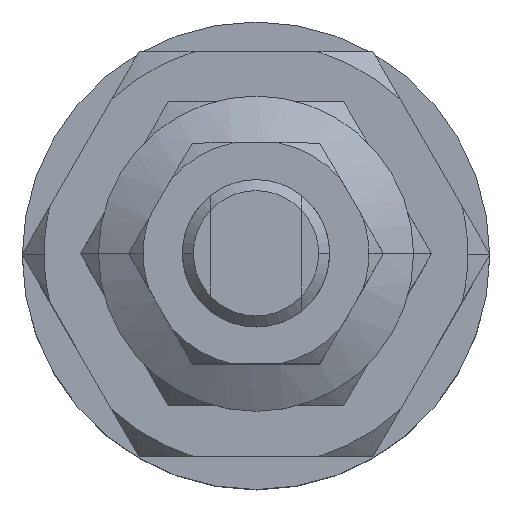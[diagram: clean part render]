
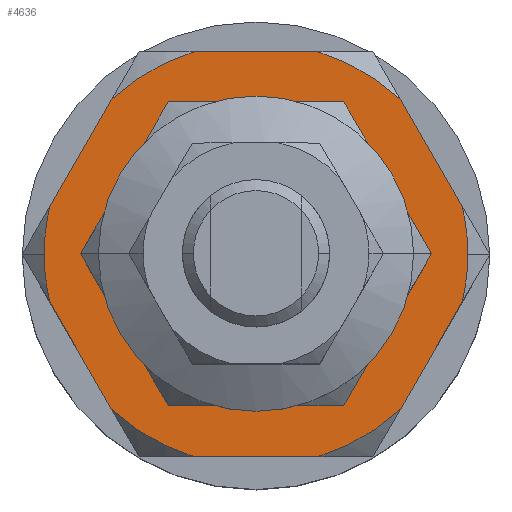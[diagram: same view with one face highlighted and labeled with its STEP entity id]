
A CAD part, top view. The second image highlights one B-rep face of the part: STEP entity #4636.
In plain terms, the highlighted planar face has unit normal (0, 0, 1).
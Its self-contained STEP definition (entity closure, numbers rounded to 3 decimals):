
#3510=CARTESIAN_POINT('',(22.89,0.,-22.698));
#3511=VERTEX_POINT('',#3510);
#3520=CARTESIAN_POINT('',(-13.11,0.,-22.698));
#3521=VERTEX_POINT('',#3520);
#3522=CARTESIAN_POINT('',(4.89,0.,-22.698));
#3523=DIRECTION('',(0.0,0.0,-1.0));
#3524=DIRECTION('',(1.0,0.0,0.0));
#3525=AXIS2_PLACEMENT_3D('',#3522,#3523,#3524);
#3526=CIRCLE('',#3525,18.0);
#3527=EDGE_CURVE('',#3521,#3511,#3526,.T.);
#3674=CARTESIAN_POINT('',(33.644,0.,-22.698));
#3675=VERTEX_POINT('',#3674);
#3684=CARTESIAN_POINT('',(32.906,-6.476,-22.698));
#3685=VERTEX_POINT('',#3684);
#3686=CARTESIAN_POINT('',(4.89,0.,-22.698));
#3687=DIRECTION('',(0.0,0.0,1.0));
#3688=DIRECTION('',(1.0,0.0,0.0));
#3689=AXIS2_PLACEMENT_3D('',#3686,#3687,#3688);
#3690=CIRCLE('',#3689,28.754);
#3691=EDGE_CURVE('',#3685,#3675,#3690,.T.);
#3716=CARTESIAN_POINT('',(-23.864,0.,-22.698));
#3717=VERTEX_POINT('',#3716);
#3724=CARTESIAN_POINT('',(-23.126,-6.476,-22.698));
#3725=VERTEX_POINT('',#3724);
#3739=CARTESIAN_POINT('',(4.89,0.,-22.698));
#3740=DIRECTION('',(0.0,0.0,1.0));
#3741=DIRECTION('',(1.0,0.0,0.0));
#3742=AXIS2_PLACEMENT_3D('',#3739,#3740,#3741);
#3743=CIRCLE('',#3742,28.754);
#3744=EDGE_CURVE('',#3717,#3725,#3743,.T.);
#3755=CARTESIAN_POINT('',(-23.126,6.476,-22.698));
#3756=VERTEX_POINT('',#3755);
#3757=CARTESIAN_POINT('',(4.89,0.,-22.698));
#3758=DIRECTION('',(0.0,0.0,1.0));
#3759=DIRECTION('',(1.0,0.0,0.0));
#3760=AXIS2_PLACEMENT_3D('',#3757,#3758,#3759);
#3761=CIRCLE('',#3760,28.754);
#3762=EDGE_CURVE('',#3756,#3717,#3761,.T.);
#3785=CARTESIAN_POINT('',(-3.51,-27.5,-22.698));
#3786=VERTEX_POINT('',#3785);
#3802=CARTESIAN_POINT('',(-14.726,-21.024,-22.698));
#3803=VERTEX_POINT('',#3802);
#3804=CARTESIAN_POINT('',(4.89,0.,-22.698));
#3805=DIRECTION('',(0.0,0.0,1.0));
#3806=DIRECTION('',(1.0,0.0,0.0));
#3807=AXIS2_PLACEMENT_3D('',#3804,#3805,#3806);
#3808=CIRCLE('',#3807,28.754);
#3809=EDGE_CURVE('',#3803,#3786,#3808,.T.);
#3834=CARTESIAN_POINT('',(-3.51,27.5,-22.698));
#3835=VERTEX_POINT('',#3834);
#3849=CARTESIAN_POINT('',(-14.726,21.024,-22.698));
#3850=VERTEX_POINT('',#3849);
#3864=CARTESIAN_POINT('',(4.89,0.,-22.698));
#3865=DIRECTION('',(0.0,0.0,1.0));
#3866=DIRECTION('',(1.0,0.0,0.0));
#3867=AXIS2_PLACEMENT_3D('',#3864,#3865,#3866);
#3868=CIRCLE('',#3867,28.754);
#3869=EDGE_CURVE('',#3835,#3850,#3868,.T.);
#3881=CARTESIAN_POINT('',(24.506,21.024,-22.698));
#3882=VERTEX_POINT('',#3881);
#3896=CARTESIAN_POINT('',(13.29,27.5,-22.698));
#3897=VERTEX_POINT('',#3896);
#3911=CARTESIAN_POINT('',(4.89,0.,-22.698));
#3912=DIRECTION('',(0.0,0.0,1.0));
#3913=DIRECTION('',(1.0,0.0,0.0));
#3914=AXIS2_PLACEMENT_3D('',#3911,#3912,#3913);
#3915=CIRCLE('',#3914,28.754);
#3916=EDGE_CURVE('',#3882,#3897,#3915,.T.);
#3926=CARTESIAN_POINT('',(24.506,-21.024,-22.698));
#3927=VERTEX_POINT('',#3926);
#3943=CARTESIAN_POINT('',(13.29,-27.5,-22.698));
#3944=VERTEX_POINT('',#3943);
#3945=CARTESIAN_POINT('',(4.89,0.,-22.698));
#3946=DIRECTION('',(0.0,0.0,1.0));
#3947=DIRECTION('',(1.0,0.0,0.0));
#3948=AXIS2_PLACEMENT_3D('',#3945,#3946,#3947);
#3949=CIRCLE('',#3948,28.754);
#3950=EDGE_CURVE('',#3944,#3927,#3949,.T.);
#3974=CARTESIAN_POINT('',(32.906,6.476,-22.698));
#3975=VERTEX_POINT('',#3974);
#3989=CARTESIAN_POINT('',(4.89,0.,-22.698));
#3990=DIRECTION('',(0.0,0.0,1.0));
#3991=DIRECTION('',(1.0,0.0,0.0));
#3992=AXIS2_PLACEMENT_3D('',#3989,#3990,#3991);
#3993=CIRCLE('',#3992,28.754);
#3994=EDGE_CURVE('',#3675,#3975,#3993,.T.);
#4381=CARTESIAN_POINT('',(32.906,-6.476,-22.698));
#4382=DIRECTION('',(-0.5,-0.866,0.0));
#4383=VECTOR('',#4382,16.8);
#4384=LINE('',#4381,#4383);
#4385=EDGE_CURVE('',#3685,#3927,#4384,.T.);
#4417=CARTESIAN_POINT('',(13.29,-27.5,-22.698));
#4418=DIRECTION('',(-1.0,0.0,0.0));
#4419=VECTOR('',#4418,16.8);
#4420=LINE('',#4417,#4419);
#4421=EDGE_CURVE('',#3944,#3786,#4420,.T.);
#4500=CARTESIAN_POINT('',(-14.726,-21.024,-22.698));
#4501=DIRECTION('',(-0.5,0.866,0.0));
#4502=VECTOR('',#4501,16.8);
#4503=LINE('',#4500,#4502);
#4504=EDGE_CURVE('',#3803,#3725,#4503,.T.);
#4528=CARTESIAN_POINT('',(4.89,0.,-22.698));
#4529=DIRECTION('',(0.0,0.0,-1.0));
#4530=DIRECTION('',(1.0,0.0,0.0));
#4531=AXIS2_PLACEMENT_3D('',#4528,#4529,#4530);
#4532=CIRCLE('',#4531,18.0);
#4533=EDGE_CURVE('',#3511,#3521,#4532,.T.);
#4560=CARTESIAN_POINT('',(-3.51,27.5,-22.698));
#4561=DIRECTION('',(1.0,0.0,0.0));
#4562=VECTOR('',#4561,16.8);
#4563=LINE('',#4560,#4562);
#4564=EDGE_CURVE('',#3835,#3897,#4563,.T.);
#4581=CARTESIAN_POINT('',(24.506,21.024,-22.698));
#4582=DIRECTION('',(0.5,-0.866,0.0));
#4583=VECTOR('',#4582,16.8);
#4584=LINE('',#4581,#4583);
#4585=EDGE_CURVE('',#3882,#3975,#4584,.T.);
#4602=CARTESIAN_POINT('',(-23.126,6.476,-22.698));
#4603=DIRECTION('',(0.5,0.866,0.0));
#4604=VECTOR('',#4603,16.8);
#4605=LINE('',#4602,#4604);
#4606=EDGE_CURVE('',#3756,#3850,#4605,.T.);
#4611=CARTESIAN_POINT('',(-10.987,27.5,-22.698));
#4612=DIRECTION('',(0.0,0.0,-1.0));
#4613=DIRECTION('',(-1.0,0.0,0.0));
#4614=AXIS2_PLACEMENT_3D('',#4611,#4612,#4613);
#4615=PLANE('',#4614);
#4616=ORIENTED_EDGE('',*,*,#3691,.T.);
#4617=ORIENTED_EDGE('',*,*,#3994,.T.);
#4618=ORIENTED_EDGE('',*,*,#4585,.F.);
#4619=ORIENTED_EDGE('',*,*,#3916,.T.);
#4620=ORIENTED_EDGE('',*,*,#4564,.F.);
#4621=ORIENTED_EDGE('',*,*,#3869,.T.);
#4622=ORIENTED_EDGE('',*,*,#4606,.F.);
#4623=ORIENTED_EDGE('',*,*,#3762,.T.);
#4624=ORIENTED_EDGE('',*,*,#3744,.T.);
#4625=ORIENTED_EDGE('',*,*,#4504,.F.);
#4626=ORIENTED_EDGE('',*,*,#3809,.T.);
#4627=ORIENTED_EDGE('',*,*,#4421,.F.);
#4628=ORIENTED_EDGE('',*,*,#3950,.T.);
#4629=ORIENTED_EDGE('',*,*,#4385,.F.);
#4630=EDGE_LOOP('',(#4616,#4617,#4618,#4619,#4620,#4621,#4622,#4623,#4624,#4625,#4626,#4627,#4628,#4629));
#4631=FACE_OUTER_BOUND('',#4630,.T.);
#4632=ORIENTED_EDGE('',*,*,#4533,.T.);
#4633=ORIENTED_EDGE('',*,*,#3527,.T.);
#4634=EDGE_LOOP('',(#4632,#4633));
#4635=FACE_BOUND('',#4634,.T.);
#4636=ADVANCED_FACE('',(#4631,#4635),#4615,.F.);
